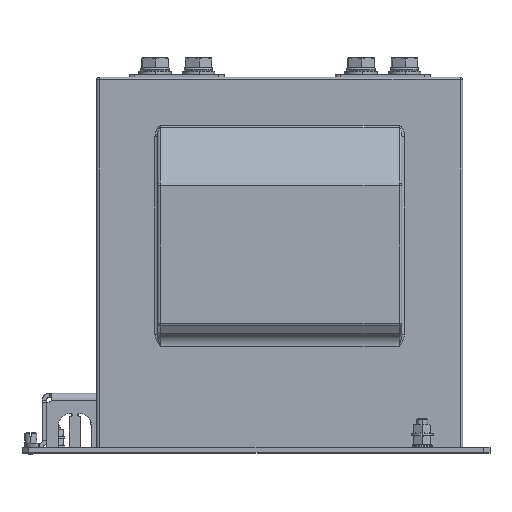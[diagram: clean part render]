
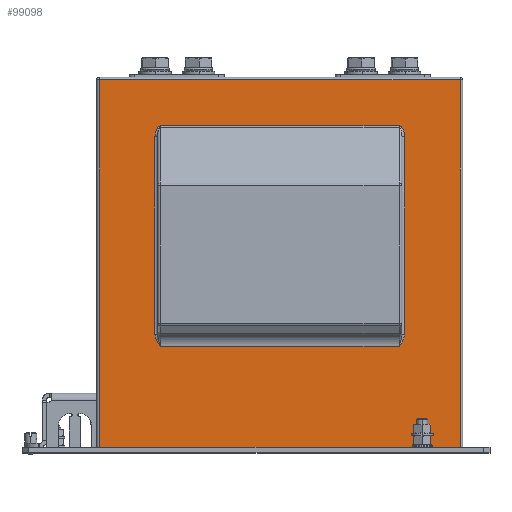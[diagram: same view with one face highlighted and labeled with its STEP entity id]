
A CAD part, top view. The second image highlights one B-rep face of the part: STEP entity #99098.
In plain terms, the highlighted planar face has unit normal (0, 0, 1).
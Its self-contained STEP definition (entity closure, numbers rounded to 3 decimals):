
#1115 = CARTESIAN_POINT ( 'NONE',  ( 90.343, 237.007, 60. ) ) ;
#7539 = DIRECTION ( 'NONE',  ( 0., -1., 0. ) ) ;
#8361 = ORIENTED_EDGE ( 'NONE', *, *, #147673, .T. ) ;
#8654 = EDGE_CURVE ( 'NONE', #155546, #143427, #27337, .T. ) ;
#10999 = CARTESIAN_POINT ( 'NONE',  ( -91.5, 80.539, 60. ) ) ;
#12058 = CARTESIAN_POINT ( 'NONE',  ( 133., 0., 60. ) ) ;
#12403 = CARTESIAN_POINT ( 'NONE',  ( 92., 74.458, 60. ) ) ;
#13334 = CARTESIAN_POINT ( 'NONE',  ( 91.857, 81.742, 60. ) ) ;
#14367 = VECTOR ( 'NONE', #107833, 1000. ) ;
#19738 = ORIENTED_EDGE ( 'NONE', *, *, #115505, .T. ) ;
#20861 = CARTESIAN_POINT ( 'NONE',  ( -92., 229.007, 60. ) ) ;
#22827 = DIRECTION ( 'NONE',  ( 1., 0., 0. ) ) ;
#23351 = CARTESIAN_POINT ( 'NONE',  ( 90., 74.458, 60. ) ) ;
#25847 = VERTEX_POINT ( 'NONE', #96146 ) ;
#26987 = CARTESIAN_POINT ( 'NONE',  ( -92., 82.56, 60. ) ) ;
#27337 = LINE ( 'NONE', #12058, #59661 ) ;
#28253 = LINE ( 'NONE', #119005, #70635 ) ;
#28374 = FACE_BOUND ( 'NONE', #197472, .T. ) ;
#29334 = CARTESIAN_POINT ( 'NONE',  ( 91.357, 80.144, 60. ) ) ;
#34573 = LINE ( 'NONE', #139940, #119366 ) ;
#44483 = DIRECTION ( 'NONE',  ( -1., 0., 0. ) ) ;
#45364 = CARTESIAN_POINT ( 'NONE',  ( 90.863, 79.003, 60. ) ) ;
#45758 = VERTEX_POINT ( 'NONE', #135145 ) ;
#47185 = ORIENTED_EDGE ( 'NONE', *, *, #160223, .T. ) ;
#47392 = VERTEX_POINT ( 'NONE', #139865 ) ;
#47702 = ORIENTED_EDGE ( 'NONE', *, *, #192686, .T. ) ;
#47990 = VERTEX_POINT ( 'NONE', #189203 ) ;
#50510 = CARTESIAN_POINT ( 'NONE',  ( 88., 237.007, 60. ) ) ;
#50531 = VERTEX_POINT ( 'NONE', #125034 ) ;
#52869 = CARTESIAN_POINT ( 'NONE',  ( -90.343, 237.007, 60. ) ) ;
#55204 = CARTESIAN_POINT ( 'NONE',  ( 88., 237.007, 60. ) ) ;
#56332 =( BOUNDED_CURVE ( )  B_SPLINE_CURVE ( 3, ( #50510, #1115, #193361, #98532 ),
 .UNSPECIFIED., .F., .F. ) 
 B_SPLINE_CURVE_WITH_KNOTS ( ( 4, 4 ),
 ( 3.142, 4.712 ),
 .UNSPECIFIED. ) 
 CURVE ( )  GEOMETRIC_REPRESENTATION_ITEM ( )  RATIONAL_B_SPLINE_CURVE ( ( 1., 0.805, 0.805, 1. ) ) 
 REPRESENTATION_ITEM ( '' )  );
#58301 = CARTESIAN_POINT ( 'NONE',  ( -88., 74.458, 60. ) ) ;
#59023 = CARTESIAN_POINT ( 'NONE',  ( -135., 0., 60. ) ) ;
#59661 = VECTOR ( 'NONE', #139518, 1000. ) ;
#61384 = CARTESIAN_POINT ( 'NONE',  ( 88.959, 75.814, 60. ) ) ;
#65232 = CARTESIAN_POINT ( 'NONE',  ( 92., 83.402, 60. ) ) ;
#70635 = VECTOR ( 'NONE', #7539, 1000. ) ;
#74956 = AXIS2_PLACEMENT_3D ( 'NONE', #135533, #88161, #198935 ) ;
#81161 = VERTEX_POINT ( 'NONE', #65232 ) ;
#81502 = LINE ( 'NONE', #23351, #123971 ) ;
#84380 = ORIENTED_EDGE ( 'NONE', *, *, #8654, .T. ) ;
#88161 = DIRECTION ( 'NONE',  ( 0., 0., -1. ) ) ;
#89858 = EDGE_CURVE ( 'NONE', #169613, #50531, #56332, .T. ) ;
#90417 = CARTESIAN_POINT ( 'NONE',  ( -90.863, 79.003, 60. ) ) ;
#91136 = DIRECTION ( 'NONE',  ( 1., 0., 0. ) ) ;
#95474 = ORIENTED_EDGE ( 'NONE', *, *, #89858, .T. ) ;
#95984 = ORIENTED_EDGE ( 'NONE', *, *, #98306, .T. ) ;
#96146 = CARTESIAN_POINT ( 'NONE',  ( 88., 74.458, 60. ) ) ;
#98073 = VERTEX_POINT ( 'NONE', #190265 ) ;
#98306 = EDGE_CURVE ( 'NONE', #117072, #169613, #143422, .T. ) ;
#98532 = CARTESIAN_POINT ( 'NONE',  ( 92., 229.007, 60. ) ) ;
#99098 = ADVANCED_FACE ( 'NONE', ( #28374, #113190 ), #183027, .F. ) ;
#99754 = ORIENTED_EDGE ( 'NONE', *, *, #154334, .T. ) ;
#104970 = EDGE_CURVE ( 'NONE', #98073, #47990, #28253, .T. ) ;
#106375 = CARTESIAN_POINT ( 'NONE',  ( -91.357, 80.144, 60. ) ) ;
#107381 = EDGE_LOOP ( 'NONE', ( #124863, #84380, #8361, #171966 ) ) ;
#107833 = DIRECTION ( 'NONE',  ( 0., -1., 0. ) ) ;
#108749 = CARTESIAN_POINT ( 'NONE',  ( 92., 82.56, 60. ) ) ;
#113190 = FACE_OUTER_BOUND ( 'NONE', #107381, .T. ) ;
#113439 = CARTESIAN_POINT ( 'NONE',  ( -88., 74.458, 60. ) ) ;
#115505 = EDGE_CURVE ( 'NONE', #81161, #25847, #186859, .T. ) ;
#116675 = CARTESIAN_POINT ( 'NONE',  ( -92., 0., 60. ) ) ;
#117072 = VERTEX_POINT ( 'NONE', #177007 ) ;
#119005 = CARTESIAN_POINT ( 'NONE',  ( -133., 0., 60. ) ) ;
#119127 = LINE ( 'NONE', #59023, #156330 ) ;
#119366 = VECTOR ( 'NONE', #44483, 1000. ) ;
#121826 =( BOUNDED_CURVE ( )  B_SPLINE_CURVE ( 3, ( #20861, #194390, #52869, #164110 ),
 .UNSPECIFIED., .F., .F. ) 
 B_SPLINE_CURVE_WITH_KNOTS ( ( 4, 4 ),
 ( 4.712, 6.283 ),
 .UNSPECIFIED. ) 
 CURVE ( )  GEOMETRIC_REPRESENTATION_ITEM ( )  RATIONAL_B_SPLINE_CURVE ( ( 1., 0.805, 0.805, 1. ) ) 
 REPRESENTATION_ITEM ( '' )  );
#122485 = CARTESIAN_POINT ( 'NONE',  ( -91.857, 81.742, 60. ) ) ;
#123763 = EDGE_CURVE ( 'NONE', #25847, #149682, #81502, .T. ) ;
#123971 = VECTOR ( 'NONE', #170026, 1000. ) ;
#124835 = CARTESIAN_POINT ( 'NONE',  ( 91.5, 80.539, 60. ) ) ;
#124863 = ORIENTED_EDGE ( 'NONE', *, *, #192646, .T. ) ;
#125034 = CARTESIAN_POINT ( 'NONE',  ( 92., 229.007, 60. ) ) ;
#131891 = ORIENTED_EDGE ( 'NONE', *, *, #176770, .T. ) ;
#132765 = DIRECTION ( 'NONE',  ( 0., 1., 0. ) ) ;
#134318 = CARTESIAN_POINT ( 'NONE',  ( 90., 237.007, 60. ) ) ;
#135145 = CARTESIAN_POINT ( 'NONE',  ( -92., 229.007, 60. ) ) ;
#135533 = CARTESIAN_POINT ( 'NONE',  ( 0., 0., 60. ) ) ;
#136101 = ORIENTED_EDGE ( 'NONE', *, *, #123763, .T. ) ;
#138412 = CARTESIAN_POINT ( 'NONE',  ( -92., 83.402, 60. ) ) ;
#139518 = DIRECTION ( 'NONE',  ( 0., 1., 0. ) ) ;
#139865 = CARTESIAN_POINT ( 'NONE',  ( -92., 83.402, 60. ) ) ;
#139940 = CARTESIAN_POINT ( 'NONE',  ( 0., 271., 60. ) ) ;
#140452 = CARTESIAN_POINT ( 'NONE',  ( 133., 271., 60. ) ) ;
#140795 = CARTESIAN_POINT ( 'NONE',  ( 91.039, 79.377, 60. ) ) ;
#143422 = LINE ( 'NONE', #134318, #185251 ) ;
#143427 = VERTEX_POINT ( 'NONE', #140452 ) ;
#147673 = EDGE_CURVE ( 'NONE', #143427, #98073, #34573, .T. ) ;
#149682 = VERTEX_POINT ( 'NONE', #113439 ) ;
#150892 = CARTESIAN_POINT ( 'NONE',  ( -88.958, 75.813, 60. ) ) ;
#154334 = EDGE_CURVE ( 'NONE', #45758, #117072, #121826, .T. ) ;
#155546 = VERTEX_POINT ( 'NONE', #184680 ) ;
#156330 = VECTOR ( 'NONE', #91136, 1000. ) ;
#156441 = VECTOR ( 'NONE', #132765, 1000. ) ;
#156651 = CARTESIAN_POINT ( 'NONE',  ( 89.919, 77.169, 60. ) ) ;
#160223 = EDGE_CURVE ( 'NONE', #149682, #47392, #161431, .T. ) ;
#161411 = LINE ( 'NONE', #116675, #156441 ) ;
#161431 = B_SPLINE_CURVE_WITH_KNOTS ( 'NONE', 3,
 ( #58301, #150892, #185264, #90417, #201209, #106375, #10999, #122485, #26987, #138412 ),
 .UNSPECIFIED., .F., .F.,
 ( 4, 2, 2, 2, 4 ),
 ( 0., 0.005, 0.006, 0.007, 0.01 ),
 .UNSPECIFIED. ) ;
#164110 = CARTESIAN_POINT ( 'NONE',  ( -88., 237.007, 60. ) ) ;
#169613 = VERTEX_POINT ( 'NONE', #55204 ) ;
#170026 = DIRECTION ( 'NONE',  ( -1., 0., 0. ) ) ;
#171966 = ORIENTED_EDGE ( 'NONE', *, *, #104970, .T. ) ;
#172528 = CARTESIAN_POINT ( 'NONE',  ( 88., 74.458, 60. ) ) ;
#176770 = EDGE_CURVE ( 'NONE', #47392, #45758, #161411, .T. ) ;
#177007 = CARTESIAN_POINT ( 'NONE',  ( -88., 237.007, 60. ) ) ;
#178440 = LINE ( 'NONE', #12403, #14367 ) ;
#183027 = PLANE ( 'NONE',  #74956 ) ;
#184680 = CARTESIAN_POINT ( 'NONE',  ( 133., 0., 60. ) ) ;
#185251 = VECTOR ( 'NONE', #22827, 1000. ) ;
#185264 = CARTESIAN_POINT ( 'NONE',  ( -89.919, 77.169, 60. ) ) ;
#186859 = B_SPLINE_CURVE_WITH_KNOTS ( 'NONE', 3,
 ( #187613, #108749, #13334, #124835, #29334, #140795, #45364, #156651, #61384, #172528 ),
 .UNSPECIFIED., .F., .F.,
 ( 4, 2, 2, 2, 4 ),
 ( 0., 0.002, 0.004, 0.005, 0.01 ),
 .UNSPECIFIED. ) ;
#187613 = CARTESIAN_POINT ( 'NONE',  ( 92., 83.402, 60. ) ) ;
#189203 = CARTESIAN_POINT ( 'NONE',  ( -133., 0., 60. ) ) ;
#190265 = CARTESIAN_POINT ( 'NONE',  ( -133., 271., 60. ) ) ;
#192646 = EDGE_CURVE ( 'NONE', #47990, #155546, #119127, .T. ) ;
#192686 = EDGE_CURVE ( 'NONE', #50531, #81161, #178440, .T. ) ;
#193361 = CARTESIAN_POINT ( 'NONE',  ( 92., 233.693, 60. ) ) ;
#194390 = CARTESIAN_POINT ( 'NONE',  ( -92., 233.693, 60. ) ) ;
#197472 = EDGE_LOOP ( 'NONE', ( #136101, #47185, #131891, #99754, #95984, #95474, #47702, #19738 ) ) ;
#198935 = DIRECTION ( 'NONE',  ( -1., 0., 0. ) ) ;
#201209 = CARTESIAN_POINT ( 'NONE',  ( -91.039, 79.377, 60. ) ) ;
